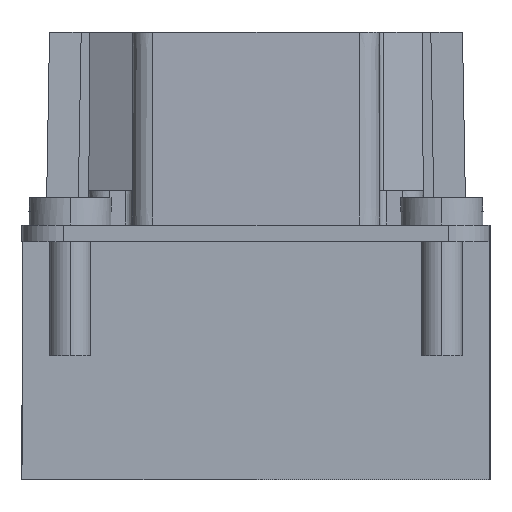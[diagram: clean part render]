
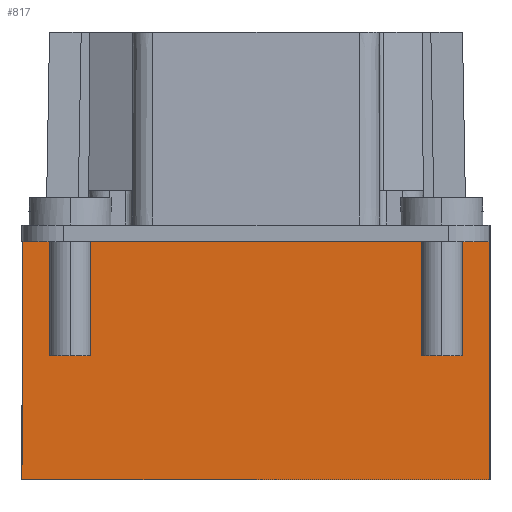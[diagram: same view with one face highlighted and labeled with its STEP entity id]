
A CAD part, left-side view. The second image highlights one B-rep face of the part: STEP entity #817.
In plain terms, the highlighted planar face has unit normal (-1, 0, 0).
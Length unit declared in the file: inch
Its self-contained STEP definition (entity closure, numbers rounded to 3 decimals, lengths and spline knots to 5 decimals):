
#426 = DIRECTION ( 'NONE',  ( 0., 1., 0. ) ) ;
#489 = CARTESIAN_POINT ( 'NONE',  ( -1.77165, 0.66929, -1.3189 ) ) ;
#549 = CARTESIAN_POINT ( 'NONE',  ( -1.77165, 0.66929, -0.59055 ) ) ;
#817 = ADVANCED_FACE ( 'NONE', ( #6466 ), #14155, .T. ) ;
#1593 = VECTOR ( 'NONE', #18548, 39.37008 ) ;
#1641 = DIRECTION ( 'NONE',  ( 0., 0., 1. ) ) ;
#2257 = VERTEX_POINT ( 'NONE', #489 ) ;
#2278 = VERTEX_POINT ( 'NONE', #8096 ) ;
#3038 = CARTESIAN_POINT ( 'NONE',  ( -1.77165, -0.66929, -1.3189 ) ) ;
#3318 = DIRECTION ( 'NONE',  ( -1., 0., 0. ) ) ;
#3737 = EDGE_CURVE ( 'NONE', #2257, #13192, #8983, .T. ) ;
#3968 = DIRECTION ( 'NONE',  ( 0., -1., 0. ) ) ;
#4420 = EDGE_LOOP ( 'NONE', ( #17476, #17127, #6603, #9787 ) ) ;
#5622 = VECTOR ( 'NONE', #3968, 39.37008 ) ;
#6466 = FACE_OUTER_BOUND ( 'NONE', #4420, .T. ) ;
#6572 = CARTESIAN_POINT ( 'NONE',  ( -1.77165, -0.66929, -0.6378 ) ) ;
#6603 = ORIENTED_EDGE ( 'NONE', *, *, #10905, .T. ) ;
#6643 = AXIS2_PLACEMENT_3D ( 'NONE', #6572, #3318, #1641 ) ;
#7135 = LINE ( 'NONE', #18384, #5622 ) ;
#7568 = VERTEX_POINT ( 'NONE', #3038 ) ;
#7595 = DIRECTION ( 'NONE',  ( 0., 0., 1. ) ) ;
#8096 = CARTESIAN_POINT ( 'NONE',  ( -1.77165, -0.66929, -0.6378 ) ) ;
#8977 = LINE ( 'NONE', #11915, #9876 ) ;
#8983 = LINE ( 'NONE', #549, #1593 ) ;
#9787 = ORIENTED_EDGE ( 'NONE', *, *, #19448, .T. ) ;
#9876 = VECTOR ( 'NONE', #7595, 39.37008 ) ;
#10905 = EDGE_CURVE ( 'NONE', #2257, #7568, #7135, .T. ) ;
#11591 = CARTESIAN_POINT ( 'NONE',  ( -1.77165, -0.66929, -0.6378 ) ) ;
#11915 = CARTESIAN_POINT ( 'NONE',  ( -1.77165, -0.66929, -0.59055 ) ) ;
#13192 = VERTEX_POINT ( 'NONE', #13314 ) ;
#13261 = LINE ( 'NONE', #11591, #13641 ) ;
#13314 = CARTESIAN_POINT ( 'NONE',  ( -1.77165, 0.66929, -0.6378 ) ) ;
#13641 = VECTOR ( 'NONE', #426, 39.37008 ) ;
#14155 = PLANE ( 'NONE',  #6643 ) ;
#14581 = EDGE_CURVE ( 'NONE', #2278, #13192, #13261, .T. ) ;
#17127 = ORIENTED_EDGE ( 'NONE', *, *, #3737, .F. ) ;
#17476 = ORIENTED_EDGE ( 'NONE', *, *, #14581, .T. ) ;
#18384 = CARTESIAN_POINT ( 'NONE',  ( -1.77165, -0.66929, -1.3189 ) ) ;
#18548 = DIRECTION ( 'NONE',  ( 0., 0., 1. ) ) ;
#19448 = EDGE_CURVE ( 'NONE', #7568, #2278, #8977, .T. ) ;
